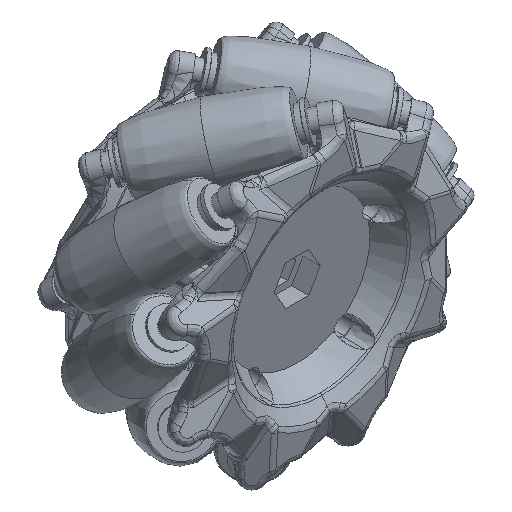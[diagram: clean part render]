
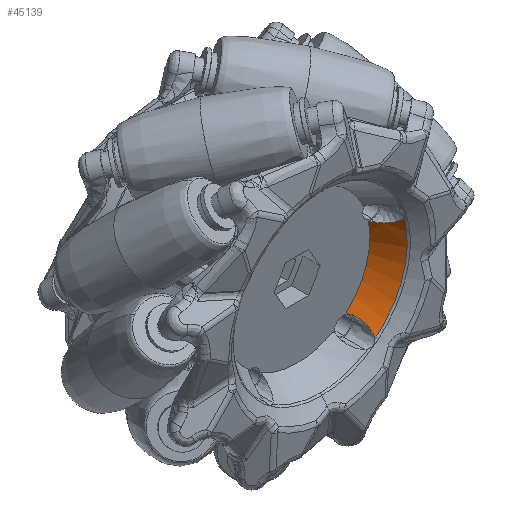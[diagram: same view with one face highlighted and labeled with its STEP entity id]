
A CAD part, isometric view. The second image highlights one B-rep face of the part: STEP entity #45139.
In plain terms, the highlighted free-form (B-spline) face has degree [2, 1] with [3, 2] control points.
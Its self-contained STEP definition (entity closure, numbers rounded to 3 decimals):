
#43183 = VERTEX_POINT('',#43184);
#43184 = CARTESIAN_POINT('',(20.678,-17.355,
    -22.626));
#43192 = EDGE_CURVE('',#43183,#43193,#43195,.T.);
#43193 = VERTEX_POINT('',#43194);
#43194 = CARTESIAN_POINT('',(30.028,-17.355,
    6.151));
#43195 = ( BOUNDED_CURVE() B_SPLINE_CURVE(2,(#43196,#43197,#43198),
.UNSPECIFIED.,.F.,.F.) B_SPLINE_CURVE_WITH_KNOTS((3,3),(0.74,
1.773),.PIECEWISE_BEZIER_KNOTS.) CURVE() 
GEOMETRIC_REPRESENTATION_ITEM() RATIONAL_B_SPLINE_CURVE((1.,
0.87,1.)) REPRESENTATION_ITEM('') );
#43196 = CARTESIAN_POINT('',(20.678,-17.355,
    -22.626));
#43197 = CARTESIAN_POINT('',(33.519,-17.355,
    -10.891));
#43198 = CARTESIAN_POINT('',(30.028,-17.355,
    6.151));
#43534 = VERTEX_POINT('',#43535);
#43535 = CARTESIAN_POINT('',(35.433,-27.049,
    9.599));
#43554 = EDGE_CURVE('',#43555,#43534,#43557,.T.);
#43555 = VERTEX_POINT('',#43556);
#43556 = CARTESIAN_POINT('',(31.272,-19.25,
    5.962));
#43557 = B_SPLINE_CURVE_WITH_KNOTS('',3,(#43558,#43559,#43560,#43561,
    #43562,#43563,#43564,#43565,#43566,#43567,#43568,#43569,#43570,
    #43571,#43572,#43573),.UNSPECIFIED.,.F.,.F.,(4,2,2,2,2,2,2,4),(
    0.002,0.003,0.003,
    0.005,0.006,0.007,
    0.008,0.009),.UNSPECIFIED.);
#43558 = CARTESIAN_POINT('',(31.272,-19.25,
    5.962));
#43559 = CARTESIAN_POINT('',(31.493,-19.597,
    5.962));
#43560 = CARTESIAN_POINT('',(31.712,-19.946,
    5.979));
#43561 = CARTESIAN_POINT('',(32.145,-20.647,
    6.048));
#43562 = CARTESIAN_POINT('',(32.36,-21.,
    6.099));
#43563 = CARTESIAN_POINT('',(32.989,-22.051,
    6.304));
#43564 = CARTESIAN_POINT('',(33.389,-22.739,
    6.505));
#43565 = CARTESIAN_POINT('',(33.952,-23.752,
    6.92));
#43566 = CARTESIAN_POINT('',(34.133,-24.086,
    7.077));
#43567 = CARTESIAN_POINT('',(34.479,-24.748,
    7.439));
#43568 = CARTESIAN_POINT('',(34.644,-25.075,
    7.644));
#43569 = CARTESIAN_POINT('',(34.941,-25.701,
    8.101));
#43570 = CARTESIAN_POINT('',(35.075,-26.001,
    8.354));
#43571 = CARTESIAN_POINT('',(35.298,-26.568,
    8.93));
#43572 = CARTESIAN_POINT('',(35.386,-26.828,
    9.245));
#43573 = CARTESIAN_POINT('',(35.433,-27.049,
    9.599));
#43617 = EDGE_CURVE('',#43193,#43555,#43618,.T.);
#43618 = B_SPLINE_CURVE_WITH_KNOTS('',3,(#43619,#43620,#43621,#43622),
  .UNSPECIFIED.,.F.,.F.,(4,4),(0.,0.002),
  .PIECEWISE_BEZIER_KNOTS.);
#43619 = CARTESIAN_POINT('',(30.028,-17.355,
    6.151));
#43620 = CARTESIAN_POINT('',(30.453,-17.979,
    6.019));
#43621 = CARTESIAN_POINT('',(30.866,-18.612,
    5.962));
#43622 = CARTESIAN_POINT('',(31.272,-19.25,
    5.962));
#45139 = ADVANCED_FACE('',(#45140),#45172,.F.);
#45140 = FACE_BOUND('',#45141,.F.);
#45141 = EDGE_LOOP('',(#45142,#45143,#45144,#45152,#45171));
#45142 = ORIENTED_EDGE('',*,*,#43617,.T.);
#45143 = ORIENTED_EDGE('',*,*,#43554,.T.);
#45144 = ORIENTED_EDGE('',*,*,#45145,.T.);
#45145 = EDGE_CURVE('',#43534,#45146,#45148,.T.);
#45146 = VERTEX_POINT('',#45147);
#45147 = CARTESIAN_POINT('',(23.024,-27.049,
    -28.593));
#45148 = ( BOUNDED_CURVE() B_SPLINE_CURVE(2,(#45149,#45150,#45151),
.UNSPECIFIED.,.F.,.F.) B_SPLINE_CURVE_WITH_KNOTS((3,3),(4.448,
5.605),.PIECEWISE_BEZIER_KNOTS.) CURVE() 
GEOMETRIC_REPRESENTATION_ITEM() RATIONAL_B_SPLINE_CURVE((1.,
0.837,1.)) REPRESENTATION_ITEM('') );
#45149 = CARTESIAN_POINT('',(35.433,-27.049,
    9.599));
#45150 = CARTESIAN_POINT('',(41.704,-27.049,
    -13.551));
#45151 = CARTESIAN_POINT('',(23.024,-27.049,
    -28.593));
#45152 = ORIENTED_EDGE('',*,*,#45153,.T.);
#45153 = EDGE_CURVE('',#45146,#43183,#45154,.T.);
#45154 = B_SPLINE_CURVE_WITH_KNOTS('',3,(#45155,#45156,#45157,#45158,
    #45159,#45160,#45161,#45162,#45163,#45164,#45165,#45166,#45167,
    #45168,#45169,#45170),.UNSPECIFIED.,.F.,.F.,(4,2,2,2,2,2,2,4),(
    0.,0.001,0.002,
    0.002,0.003,0.004,
    0.007,0.009),.UNSPECIFIED.);
#45155 = CARTESIAN_POINT('',(23.024,-27.049,
    -28.593));
#45156 = CARTESIAN_POINT('',(23.233,-26.776,
    -28.206));
#45157 = CARTESIAN_POINT('',(23.357,-26.451,
    -27.836));
#45158 = CARTESIAN_POINT('',(23.472,-25.916,
    -27.299));
#45159 = CARTESIAN_POINT('',(23.497,-25.729,
    -27.122));
#45160 = CARTESIAN_POINT('',(23.526,-25.349,
    -26.783));
#45161 = CARTESIAN_POINT('',(23.529,-25.156,
    -26.618));
#45162 = CARTESIAN_POINT('',(23.513,-24.565,
    -26.139));
#45163 = CARTESIAN_POINT('',(23.467,-24.158,
    -25.837));
#45164 = CARTESIAN_POINT('',(23.318,-23.322,
    -25.264));
#45165 = CARTESIAN_POINT('',(23.218,-22.9,
    -24.999));
#45166 = CARTESIAN_POINT('',(22.852,-21.63,
    -24.254));
#45167 = CARTESIAN_POINT('',(22.525,-20.774,
    -23.827));
#45168 = CARTESIAN_POINT('',(21.713,-19.042,
    -23.104));
#45169 = CARTESIAN_POINT('',(21.241,-18.189,
    -22.817));
#45170 = CARTESIAN_POINT('',(20.678,-17.355,
    -22.626));
#45171 = ORIENTED_EDGE('',*,*,#43192,.T.);
#45172 = ( BOUNDED_SURFACE() B_SPLINE_SURFACE(2,1,(
    (#45173,#45174)
    ,(#45175,#45176)
    ,(#45177,#45178
)),.UNSPECIFIED.,.F.,.F.,.F.) B_SPLINE_SURFACE_WITH_KNOTS((3,3),(2,2),(
    3.82,4.977),(-8.491,-0.323),
.PIECEWISE_BEZIER_KNOTS.) GEOMETRIC_REPRESENTATION_ITEM() 
RATIONAL_B_SPLINE_SURFACE((
    (1.,1.)
    ,(0.837,0.837)
,(1.,1.))) REPRESENTATION_ITEM('') SURFACE() );
#45173 = CARTESIAN_POINT('',(19.224,-17.355,
    -23.874));
#45174 = CARTESIAN_POINT('',(23.024,-27.049,
    -28.593));
#45175 = CARTESIAN_POINT('',(34.821,-17.355,
    -11.314));
#45176 = CARTESIAN_POINT('',(41.704,-27.049,
    -13.551));
#45177 = CARTESIAN_POINT('',(29.585,-17.355,
    8.014));
#45178 = CARTESIAN_POINT('',(35.433,-27.049,
    9.599));
